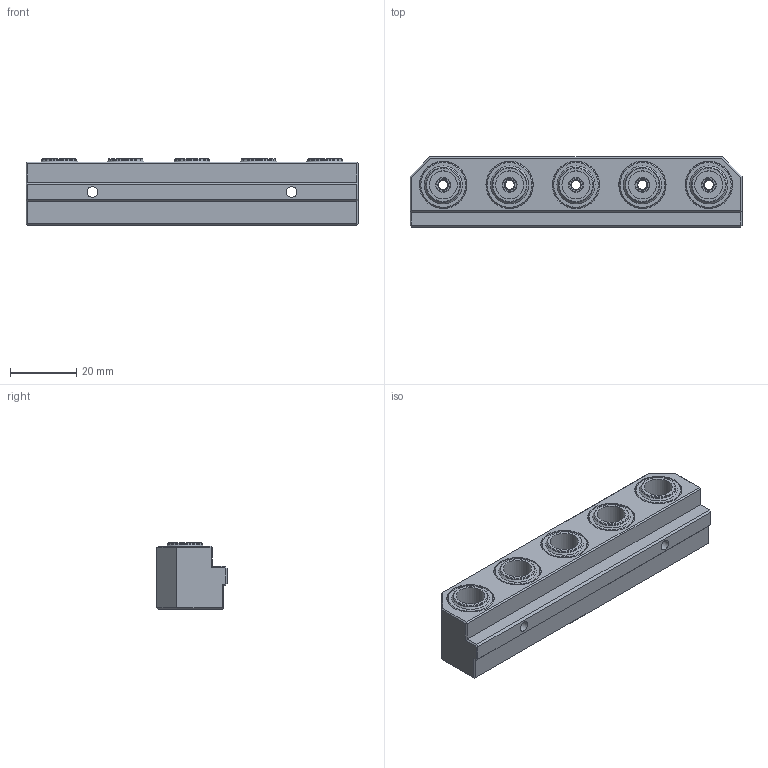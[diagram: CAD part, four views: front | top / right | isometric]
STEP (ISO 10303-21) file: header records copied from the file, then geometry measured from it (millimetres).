
FILE_DESCRIPTION(('Open CASCADE Model'),'2;1');
FILE_NAME('Open CASCADE Shape Model','2024-07-24T15:51:17',('Author'),( 'Open CASCADE'),'Open CASCADE STEP processor 7.7','Open CASCADE 7.7' ,'Unknown');
FILE_SCHEMA(('AUTOMOTIVE_DESIGN { 1 0 10303 214 1 1 1 1 }'));
Length unit declared in the file: millimetre
Products named in the file (14): be6ae125-4980-11ef-b673-bcc7469dd9ff; be6ae125-4980-11ef-b673-bcc7469dd9ff_part; Body; Body_part; Tool 0; Tool 0_part; Tool 1; Tool 1_part; Tool 2; Tool 2_part; Tool 3; Tool 3_part; Tool 4; Tool 4_part
Assembly tree (13 placements, depth 3):
  be6ae125-4980-11ef-b673-bcc7469dd9ff
    be6ae125-4980-11ef-b673-bcc7469dd9ff_part
    Body
      Body_part
    Tool 0
      Tool 0_part
    Tool 1
      Tool 1_part
    Tool 2
      Tool 2_part
    Tool 3
      Tool 3_part
    Tool 4
      Tool 4_part
Bounding box: 100 x 21.25 x 20 mm (x, y, z)
Volume: 31939.5 mm3; surface area: 19072.9 mm2
Topology: 6 solids, 6 shells, 265 faces, 554 edges, 328 vertices
Faces by surface type: plane 127, cone 79, cylinder 54, bspline 5
Full cylindrical faces by diameter (mm): 2.8 x5, 3.2 x2, 4.1 x5, 5.8 x2, 8.45 x5, 10.45 x5, 12.45 x10, 14.45 x20
Entity records: 15337 total; most frequent: CARTESIAN_POINT 3401, DIRECTION 2305, LINE 1207, VECTOR 1207, ORIENTED_EDGE 1108, PCURVE 1108, DEFINITIONAL_REPRESENTATION 1108, EDGE_CURVE 554
